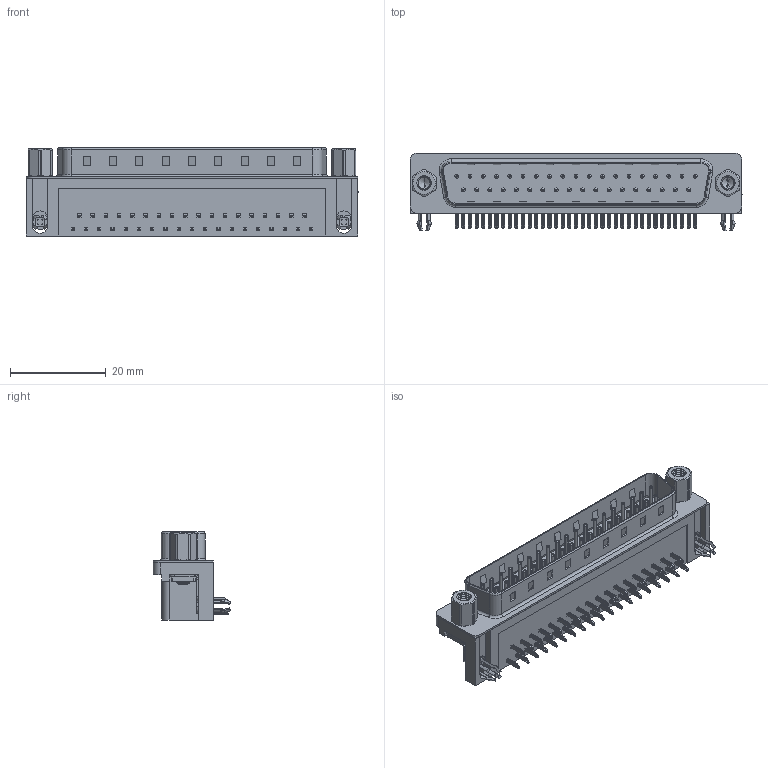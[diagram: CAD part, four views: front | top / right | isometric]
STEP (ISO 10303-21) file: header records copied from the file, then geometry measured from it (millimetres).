
FILE_DESCRIPTION (( 'STEP AP203' ), '1' );
FILE_NAME ('621-037-268-546.STEP', '2019-11-19T08:35:01', ( '' ), ( '' ), 'SwSTEP 2.0', 'SolidWorks 2016', '' );
FILE_SCHEMA (( 'CONFIG_CONTROL_DESIGN' ));
Length unit declared in the file: millimetre
Products named in the file (8): 621-037-268-546; 621 Housing_37 Socket; 621 Contact Bottom; 621 M3 Hex Standoff 5; 621 Shell_37 Socket; 621 4 Prong Board Lock; 621 M3 Threaded Rivet; 621 Contact Top
Assembly tree (45 placements, depth 2):
  621-037-268-546
    621 Housing_37 Socket
    621 Shell_37 Socket
    621 Contact Bottom  x18
    621 Contact Top  x19
    621 4 Prong Board Lock  x2
    621 M3 Threaded Rivet  x2
    621 M3 Hex Standoff 5  x2
Bounding box: 69.4 x 16.25 x 18.4 mm (x, y, z)
Volume: 8870.1 mm3; surface area: 10701.1 mm2
Topology: 45 solids, 45 shells, 3467 faces, 8671 edges, 5375 vertices
Faces by surface type: plane 2077, cylinder 1017, torus 285, cone 70, bspline 18
Entity records: 33856 total; most frequent: CARTESIAN_POINT 9459, DIRECTION 4709, ORIENTED_EDGE 4658, EDGE_CURVE 2329, AXIS2_PLACEMENT_3D 1570, LINE 1569, VECTOR 1569, VERTEX_POINT 1506
